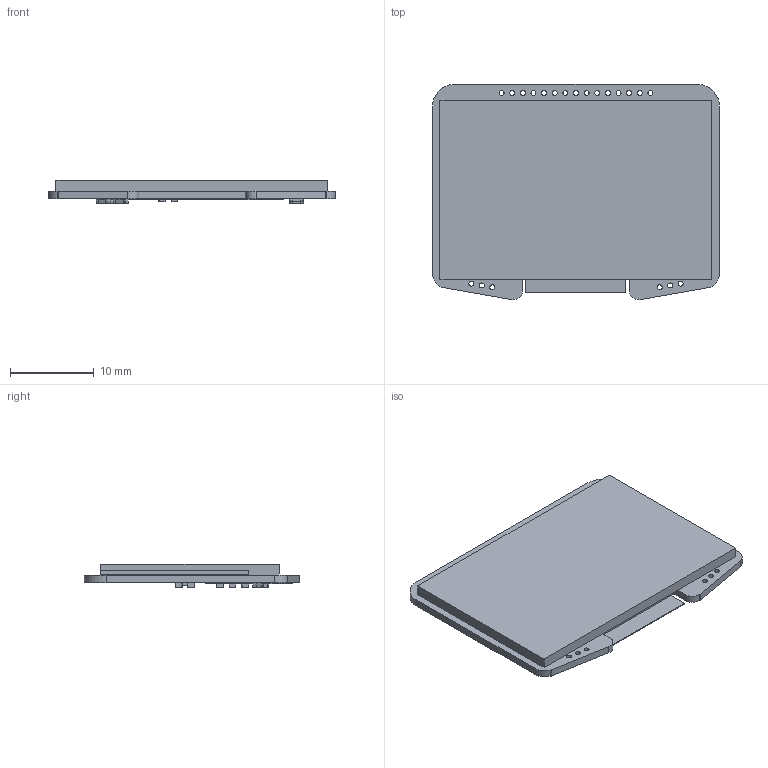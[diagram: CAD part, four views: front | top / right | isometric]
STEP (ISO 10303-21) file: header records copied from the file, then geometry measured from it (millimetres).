
FILE_DESCRIPTION(('Open CASCADE Model'),'2;1');
FILE_NAME('Open CASCADE Shape Model','2020-12-07T16:25:00',('Author'),( 'Open CASCADE'),'Open CASCADE STEP processor 6.8','Open CASCADE 6.8' ,'Unknown');
FILE_SCHEMA(('AUTOMOTIVE_DESIGN { 1 0 10303 214 1 1 1 1 }'));
Length unit declared in the file: millimetre
Products named in the file (25): PCB; Board; OLED; 1145989512; Extruded; 1145989376; 1145989240; 1145989104; 1145988968; R11; RESC1608(0603); R10; R12; C25; CAPC1608(0603); C24; C23; C22; C21; C20; C19
Assembly tree (62 placements, depth 4):
  PCB
    Board
    OLED
      1145989512
        Extruded
      1145989376
        Extruded
      1145989240
        Extruded
      1145989104
        Extruded
      1145988968  x31
        Extruded
    R11
      RESC1608(0603)
    R10
      RESC1608(0603)
    R12
      RESC1608(0603)
    C25
      CAPC1608(0603)
    C24
      CAPC1608(0603)
    C23
      CAPC1608(0603)
    C22
      CAPC1608(0603)
    C21
      CAPC1608(0603)
    C20
      CAPC1608(0603)
    C19
      CAPC1608(0603)
Bounding box: 34.25 x 25.75 x 2.77 mm (x, y, z)
Volume: 2194.4 mm3; surface area: 5987.3 mm2
Topology: 46 solids, 46 shells, 693 faces, 1553 edges, 886 vertices
Faces by surface type: plane 378, cylinder 235, sphere 80
Full cylindrical faces by diameter (mm): 0.6 x21
Entity records: 15578 total; most frequent: CARTESIAN_POINT 7049, DIRECTION 1443, ORIENTED_EDGE 754, PCURVE 754, DEFINITIONAL_REPRESENTATION 754, LINE 695, VECTOR 695, EDGE_CURVE 377
